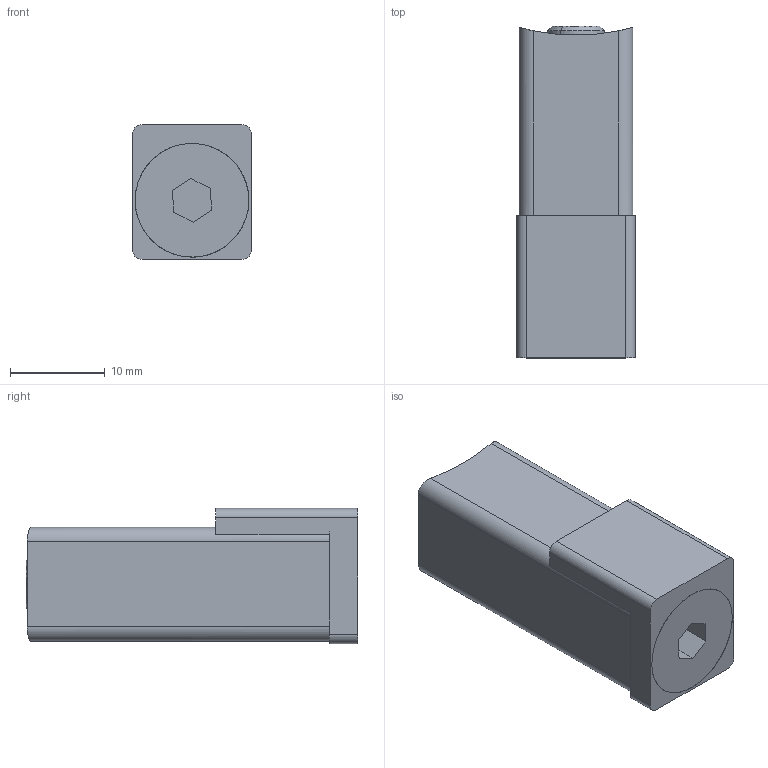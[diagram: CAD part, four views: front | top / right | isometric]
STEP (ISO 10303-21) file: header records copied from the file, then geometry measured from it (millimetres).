
FILE_DESCRIPTION (( 'STEP AP203' ), '1' );
FILE_NAME ('A_1002-042.STEP', '2022-03-16T08:15:50', ( '' ), ( '' ), 'SwSTEP 2.0', 'SolidWorks 2019', '' );
FILE_SCHEMA (( 'CONFIG_CONTROL_DESIGN' ));
Length unit declared in the file: millimetre
Products named in the file (4): Skrutka DIN 7991_Skrutka M 6x 40; A_1002-042; Part41; JP12-000_Default<Jako obrobenì>
Assembly tree (3 placements, depth 2):
  A_1002-042
    JP12-000_Default<Jako obrobenì>
    Part41
    Skrutka DIN 7991_Skrutka M 6x 40
Bounding box: 12.5 x 35 x 14.25 mm (x, y, z)
Volume: 3218.9 mm3; surface area: 4679.9 mm2
Topology: 3 solids, 3 shells, 74 faces, 178 edges, 112 vertices
Faces by surface type: plane 43, cylinder 23, cone 6, torus 2
Entity records: 2602 total; most frequent: CARTESIAN_POINT 438, DIRECTION 376, ORIENTED_EDGE 356, EDGE_CURVE 178, AXIS2_PLACEMENT_3D 126, VECTOR 124, LINE 124, VERTEX_POINT 112
